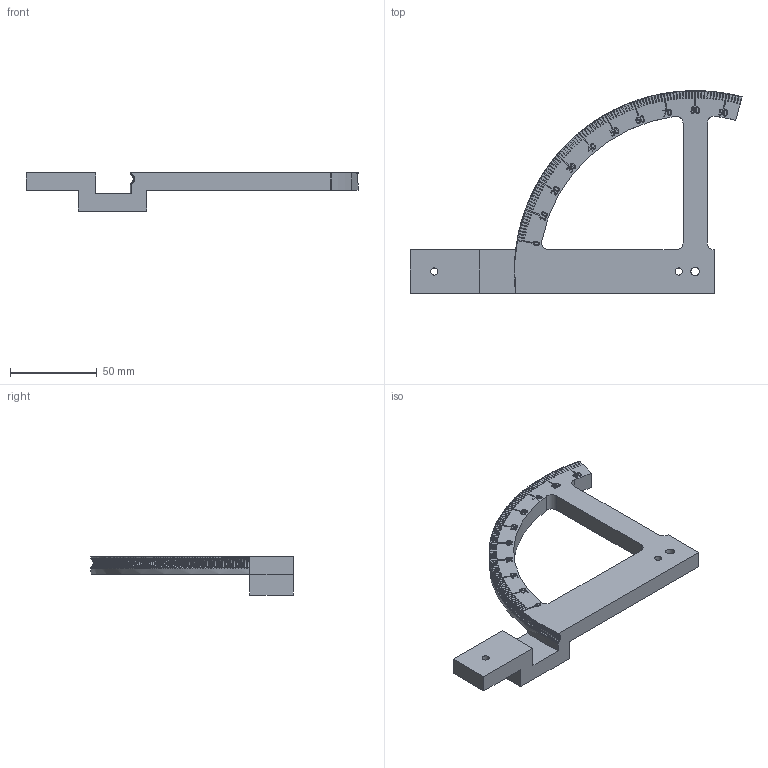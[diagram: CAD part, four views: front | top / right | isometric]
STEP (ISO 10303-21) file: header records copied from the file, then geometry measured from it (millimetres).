
FILE_DESCRIPTION(/* description */ (''),/* implementation_level */ '2;1');
FILE_NAME(/* name */ 'chariot_base_longeron.stp',/* time_stamp */ '2021-03-29T18:12:55+02:00',/* author */ ('Utilisateur'),/* organization */ (''),/* preprocessor_version */ 'ST-DEVELOPER v16.5',/* originating_system */ 'Autodesk Inventor 2017',/* authorisation */ '');
FILE_SCHEMA (('AUTOMOTIVE_DESIGN { 1 0 10303 214 3 1 1 }'));
Products named in the file (1): chariot_base_longeron
Bounding box: 190.92 x 116.5 x 22 mm (x, y, z)
Volume: 81717.7 mm3; surface area: 27213.7 mm2
Topology: 1 solids, 1 shells, 1193 faces, 3189 edges, 2127 vertices
Faces by surface type: bspline 469, plane 396, cylinder 204, torus 124
Full cylindrical faces by diameter (mm): 4.134 x2, 4.917 x1
Entity records: 51257 total; most frequent: CARTESIAN_POINT 24617, ORIENTED_EDGE 6366, DIRECTION 3978, EDGE_CURVE 3183, VERTEX_POINT 2124, AXIS2_PLACEMENT_3D 1380, EDGE_LOOP 1333, B_SPLINE_CURVE_WITH_KNOTS 1310
